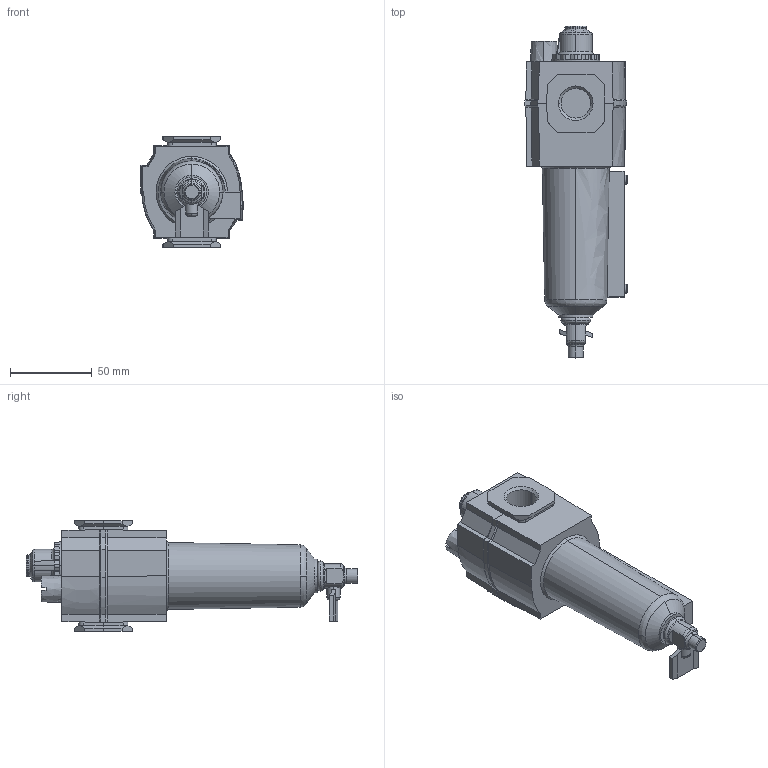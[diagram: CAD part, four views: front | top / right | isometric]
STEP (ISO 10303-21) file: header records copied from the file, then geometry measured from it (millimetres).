
FILE_DESCRIPTION (( 'STEP AP214' ), '1' );
FILE_NAME ('Norgren-L73C-4AP-QDN.step', '2019-03-03T16:42:35', ( '' ), ( '' ), 'SwSTEP 2.0', 'SolidWorks 2019', '' );
FILE_SCHEMA (( 'AUTOMOTIVE_DESIGN' ));
Length unit declared in the file: millimetre
Products named in the file (8): Norgren-L73C-4AP-QDN_L73MC_ss_14; Norgren-L73C-4AP-QDN_LMC_73d_Q; Norgren-L73C-4AP-QDN_L73MC_ss_73; Norgren-L73C-4AP-QDN_L73MC_ss_03; Norgren-L73C-4AP-QDN_L73MC_ss_24; Norgren-L73C-4AP-QDN_L73MC_ss_60; Norgren-L73C-4AP-QDN; Norgren-L73C-4AP-QDN_LMC_73-4_w
Assembly tree (7 placements, depth 3):
  Norgren-L73C-4AP-QDN
    Norgren-L73C-4AP-QDN_LMC_73d_Q
      Norgren-L73C-4AP-QDN_L73MC_ss_24
      Norgren-L73C-4AP-QDN_L73MC_ss_03
    Norgren-L73C-4AP-QDN_LMC_73-4_w
      Norgren-L73C-4AP-QDN_L73MC_ss_60
      Norgren-L73C-4AP-QDN_L73MC_ss_14
    Norgren-L73C-4AP-QDN_L73MC_ss_73
Bounding box: 62.55 x 203.5 x 68 mm (x, y, z)
Volume: 334909.1 mm3; surface area: 46903.6 mm2
Topology: 5 solids, 5 shells, 335 faces, 834 edges, 521 vertices
Faces by surface type: plane 195, cylinder 69, bspline 57, torus 8, cone 6
Entity records: 14089 total; most frequent: CARTESIAN_POINT 4047, ORIENTED_EDGE 1668, DIRECTION 1576, EDGE_CURVE 834, VECTOR 540, LINE 540, VERTEX_POINT 521, AXIS2_PLACEMENT_3D 518
